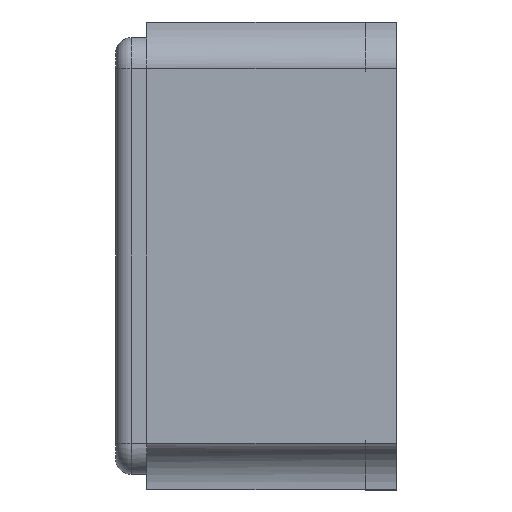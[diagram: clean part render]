
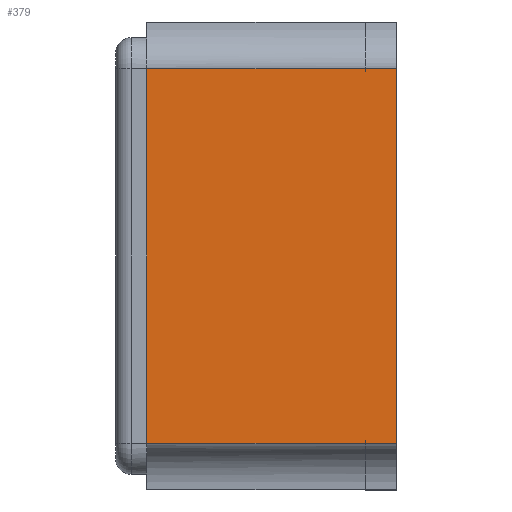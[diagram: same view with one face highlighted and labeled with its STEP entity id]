
A CAD part, left-side view. The second image highlights one B-rep face of the part: STEP entity #379.
In plain terms, the highlighted planar face has unit normal (-1, 0, 0).
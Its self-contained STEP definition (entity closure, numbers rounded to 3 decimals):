
#89 = ORIENTED_EDGE ( 'NONE', *, *, #101, .T. ) ;
#101 = EDGE_CURVE ( 'NONE', #2623, #366, #2576, .T. ) ;
#107 = DIRECTION ( 'NONE',  ( 0., -1., 0. ) ) ;
#141 = ORIENTED_EDGE ( 'NONE', *, *, #414, .T. ) ;
#155 = EDGE_CURVE ( 'NONE', #366, #1018, #338, .T. ) ;
#294 = FACE_OUTER_BOUND ( 'NONE', #2806, .T. ) ;
#338 = LINE ( 'NONE', #2150, #2490 ) ;
#362 = VECTOR ( 'NONE', #1132, 1000. ) ;
#366 = VERTEX_POINT ( 'NONE', #2766 ) ;
#379 = ADVANCED_FACE ( 'NONE', ( #294 ), #1653, .F. ) ;
#386 = CARTESIAN_POINT ( 'NONE',  ( -1.6, 0.8, -0.6 ) ) ;
#414 = EDGE_CURVE ( 'NONE', #1018, #1360, #2812, .T. ) ;
#497 = CARTESIAN_POINT ( 'NONE',  ( -1.6, 0.8, -0.6 ) ) ;
#498 = VECTOR ( 'NONE', #1235, 1000. ) ;
#642 = EDGE_CURVE ( 'NONE', #2387, #2471, #1677, .T. ) ;
#696 = EDGE_CURVE ( 'NONE', #2471, #1360, #2556, .T. ) ;
#770 = CARTESIAN_POINT ( 'NONE',  ( -1.6, 0.1, 0.6 ) ) ;
#785 = DIRECTION ( 'NONE',  ( 0., 0., -1. ) ) ;
#970 = LINE ( 'NONE', #497, #1474 ) ;
#982 = DIRECTION ( 'NONE',  ( 0., -1., 0. ) ) ;
#1018 = VERTEX_POINT ( 'NONE', #2522 ) ;
#1026 = CARTESIAN_POINT ( 'NONE',  ( -1.6, 0.8, 0.6 ) ) ;
#1036 = AXIS2_PLACEMENT_3D ( 'NONE', #2583, #1466, #785 ) ;
#1132 = DIRECTION ( 'NONE',  ( 0., 0., 1. ) ) ;
#1235 = DIRECTION ( 'NONE',  ( 0., -1., 0. ) ) ;
#1283 = CARTESIAN_POINT ( 'NONE',  ( -1.6, 0.8, 0.6 ) ) ;
#1360 = VERTEX_POINT ( 'NONE', #2627 ) ;
#1466 = DIRECTION ( 'NONE',  ( 1., 0., 0. ) ) ;
#1471 = DIRECTION ( 'NONE',  ( 0., -1., 0. ) ) ;
#1474 = VECTOR ( 'NONE', #2759, 1000. ) ;
#1614 = CARTESIAN_POINT ( 'NONE',  ( -1.6, 0.1, 0.6 ) ) ;
#1653 = PLANE ( 'NONE',  #1036 ) ;
#1677 = LINE ( 'NONE', #1026, #1787 ) ;
#1700 = ORIENTED_EDGE ( 'NONE', *, *, #2895, .F. ) ;
#1735 = VECTOR ( 'NONE', #1471, 1000. ) ;
#1787 = VECTOR ( 'NONE', #982, 1000. ) ;
#1860 = ORIENTED_EDGE ( 'NONE', *, *, #642, .F. ) ;
#1902 = CARTESIAN_POINT ( 'NONE',  ( -1.6, 0., -0.6 ) ) ;
#2150 = CARTESIAN_POINT ( 'NONE',  ( -1.6, 0.1, -0.6 ) ) ;
#2329 = CARTESIAN_POINT ( 'NONE',  ( -1.6, 0.8, -0.6 ) ) ;
#2387 = VERTEX_POINT ( 'NONE', #1283 ) ;
#2471 = VERTEX_POINT ( 'NONE', #1614 ) ;
#2490 = VECTOR ( 'NONE', #107, 1000. ) ;
#2522 = CARTESIAN_POINT ( 'NONE',  ( -1.6, 0., -0.6 ) ) ;
#2556 = LINE ( 'NONE', #770, #498 ) ;
#2576 = LINE ( 'NONE', #2329, #1735 ) ;
#2583 = CARTESIAN_POINT ( 'NONE',  ( -1.6, 0.8, -0.6 ) ) ;
#2593 = ORIENTED_EDGE ( 'NONE', *, *, #696, .F. ) ;
#2623 = VERTEX_POINT ( 'NONE', #386 ) ;
#2627 = CARTESIAN_POINT ( 'NONE',  ( -1.6, 0., 0.6 ) ) ;
#2650 = ORIENTED_EDGE ( 'NONE', *, *, #155, .T. ) ;
#2759 = DIRECTION ( 'NONE',  ( 0., 0., 1. ) ) ;
#2766 = CARTESIAN_POINT ( 'NONE',  ( -1.6, 0.1, -0.6 ) ) ;
#2806 = EDGE_LOOP ( 'NONE', ( #141, #2593, #1860, #1700, #89, #2650 ) ) ;
#2812 = LINE ( 'NONE', #1902, #362 ) ;
#2895 = EDGE_CURVE ( 'NONE', #2623, #2387, #970, .T. ) ;
